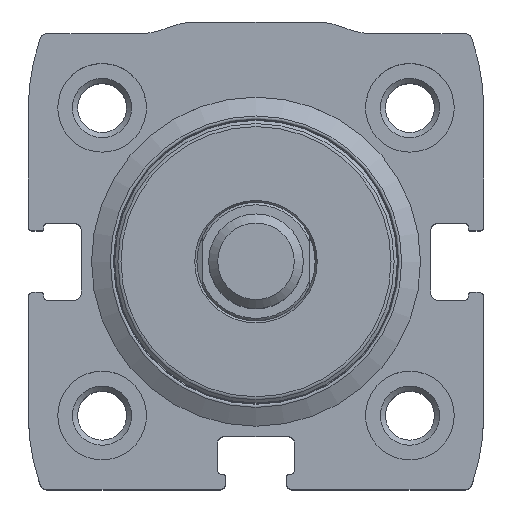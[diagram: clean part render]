
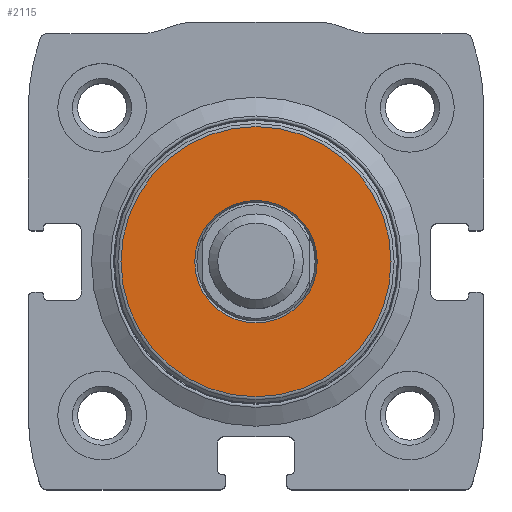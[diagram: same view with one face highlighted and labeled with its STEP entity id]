
A CAD part, top view. The second image highlights one B-rep face of the part: STEP entity #2115.
In plain terms, the highlighted planar face has unit normal (0, 0, 1).
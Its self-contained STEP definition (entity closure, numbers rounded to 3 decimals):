
#176=CIRCLE('',#2391,11.41);
#177=CIRCLE('',#2393,5.173);
#740=ORIENTED_EDGE('',*,*,#1051,.T.);
#741=ORIENTED_EDGE('',*,*,#1050,.F.);
#1050=EDGE_CURVE('',#1261,#1261,#176,.T.);
#1051=EDGE_CURVE('',#1262,#1262,#177,.T.);
#1261=VERTEX_POINT('',#3654);
#1262=VERTEX_POINT('',#3657);
#1716=EDGE_LOOP('',(#740));
#1717=EDGE_LOOP('',(#741));
#1914=FACE_BOUND('',#1716,.T.);
#1915=FACE_BOUND('',#1717,.T.);
#1995=PLANE('',#2392);
#2115=ADVANCED_FACE('',(#1914,#1915),#1995,.T.);
#2391=AXIS2_PLACEMENT_3D('',#3653,#3019,#3020);
#2392=AXIS2_PLACEMENT_3D('',#3655,#3021,#3022);
#2393=AXIS2_PLACEMENT_3D('',#3656,#3023,#3024);
#3019=DIRECTION('',(0.,0.,-1.));
#3020=DIRECTION('',(-1.,0.,0.));
#3021=DIRECTION('',(0.,0.,1.));
#3022=DIRECTION('',(1.,0.,0.));
#3023=DIRECTION('',(0.,0.,-1.));
#3024=DIRECTION('',(-1.,0.,0.));
#3653=CARTESIAN_POINT('',(0.,0.,23.8));
#3654=CARTESIAN_POINT('',(-11.41,0.,23.8));
#3655=CARTESIAN_POINT('',(0.,11.41,23.8));
#3656=CARTESIAN_POINT('',(0.,0.,23.8));
#3657=CARTESIAN_POINT('',(-5.173,0.,23.8));
